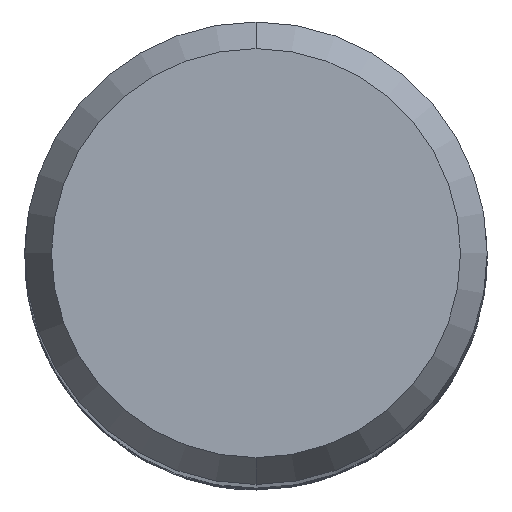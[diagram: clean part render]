
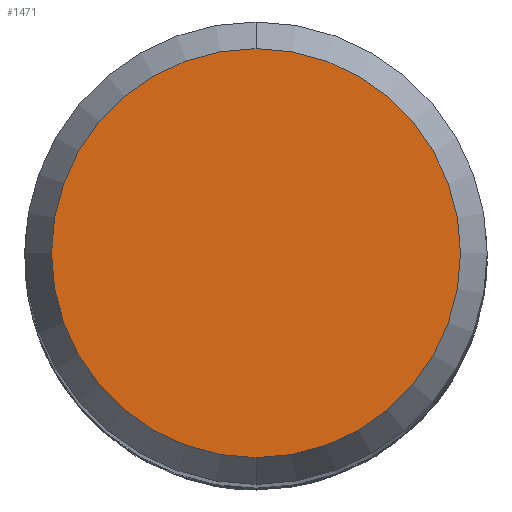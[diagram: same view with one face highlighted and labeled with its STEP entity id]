
A CAD part, top view. The second image highlights one B-rep face of the part: STEP entity #1471.
In plain terms, the highlighted planar face has unit normal (0, 0, 1).
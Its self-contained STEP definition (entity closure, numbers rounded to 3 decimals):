
#1155=EDGE_CURVE('',#2011,#2461,#3252,.T.);
#1471=ADVANCED_FACE('',(#3595),#3596,.T.);
#1829=EDGE_CURVE('',#2461,#2011,#3981,.T.);
#2011=VERTEX_POINT('',#4180);
#2461=VERTEX_POINT('',#4669);
#3252=CIRCLE('',#6183,4.423);
#3595=FACE_OUTER_BOUND('',#9779,.T.);
#3596=PLANE('',#9780);
#3981=CIRCLE('',#13756,4.423);
#4180=CARTESIAN_POINT('',(0.,-4.423,0.0));
#4669=CARTESIAN_POINT('',(0.0,4.423,0.0));
#6183=AXIS2_PLACEMENT_3D('',#26723,#26724,#26725);
#9779=EDGE_LOOP('',(#27097,#27098));
#9780=AXIS2_PLACEMENT_3D('',#27099,#27100,#27101);
#13756=AXIS2_PLACEMENT_3D('',#27462,#27463,#27464);
#26723=CARTESIAN_POINT('',(0.0,0.0,0.0));
#26724=DIRECTION('',(0.0,0.0,-1.0));
#26725=DIRECTION('',(0.0,1.0,0.0));
#27097=ORIENTED_EDGE('',*,*,#1829,.F.);
#27098=ORIENTED_EDGE('',*,*,#1155,.F.);
#27099=CARTESIAN_POINT('',(0.0,2.211,0.0));
#27100=DIRECTION('',(-0.0,0.0,1.0));
#27101=DIRECTION('',(0.0,-1.0,0.0));
#27462=CARTESIAN_POINT('',(0.0,0.0,0.0));
#27463=DIRECTION('',(0.0,0.0,-1.0));
#27464=DIRECTION('',(0.0,1.0,0.0));
